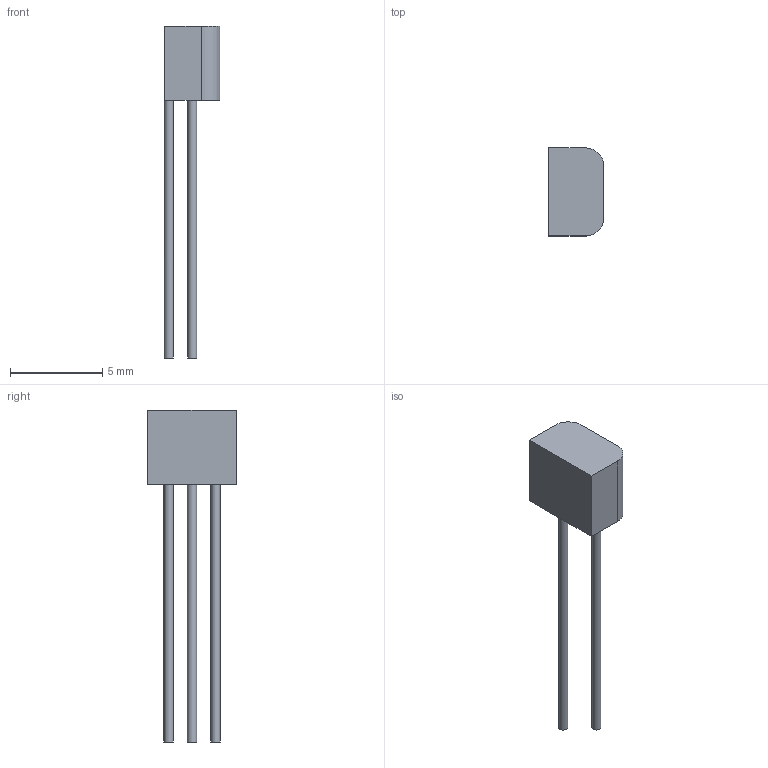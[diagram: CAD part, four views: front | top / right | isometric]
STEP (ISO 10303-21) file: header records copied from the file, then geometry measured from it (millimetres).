
FILE_DESCRIPTION( ( '' ), ' ' );
FILE_NAME( '5adf1d62e5fa4a0ebb7f41a7.step', '2018-04-24T12:04:50', ( '' ), ( '' ), ' ', ' ', ' ' );
FILE_SCHEMA( ( 'AUTOMOTIVE_DESIGN { 1 0 10303 214 1 1 1 1 }' ) );
Length unit declared in the file: metre
Products named in the file (1): Open CASCADE STEP translator 6.8 1
Bounding box: 3.02 x 4.77 x 17.98 mm (x, y, z)
Volume: 63.8 mm3; surface area: 152 mm2
Topology: 1 solids, 1 shells, 15 faces, 31 edges, 20 vertices
Faces by surface type: plane 10, cylinder 5
Full cylindrical faces by diameter (mm): 0.495 x2, 0.5 x1
Entity records: 647 total; most frequent: DIRECTION 70, CARTESIAN_POINT 62, ORIENTED_EDGE 54, STYLED_ITEM 42, PRESENTATION_STYLE_ASSIGNMENT 42, COLOUR_RGB 42, EDGE_CURVE 27, AXIS2_PLACEMENT_3D 27
